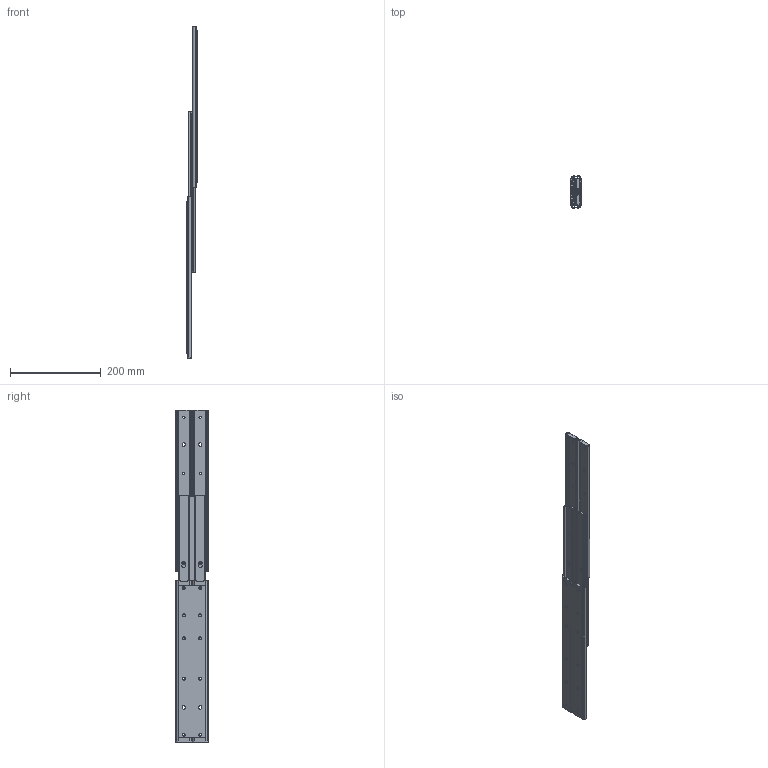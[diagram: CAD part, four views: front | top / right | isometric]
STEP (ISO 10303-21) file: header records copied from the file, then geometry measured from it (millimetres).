
FILE_DESCRIPTION (( 'STEP AP203' ), '1' );
FILE_NAME ('3551-14.step', '2021-03-04T08:29:10', ( '' ), ( '' ), 'SwSTEP 2.0', 'SolidWorks 2019', '' );
FILE_SCHEMA (( 'CONFIG_CONTROL_DESIGN' ));
Length unit declared in the file: millimetre
Products named in the file (5): OM-14継板 ; IM-14継板; 3551-14; IM-3551-14 ; OM-3551-14 
Assembly tree (11 placements, depth 2):
  3551-14
    OM-3551-14   x4
    OM-14継板   x2
    IM-3551-14   x4
    IM-14継板
Bounding box: 23.8 x 71.4 x 732.5 mm (x, y, z)
Volume: 270253.2 mm3; surface area: 358977.5 mm2
Topology: 11 solids, 11 shells, 568 faces, 1630 edges, 1084 vertices
Faces by surface type: cylinder 306, plane 262
Entity records: 7470 total; most frequent: CARTESIAN_POINT 1328, DIRECTION 1179, ORIENTED_EDGE 1118, EDGE_CURVE 559, AXIS2_PLACEMENT_3D 427, VERTEX_POINT 372, VECTOR 325, LINE 325
